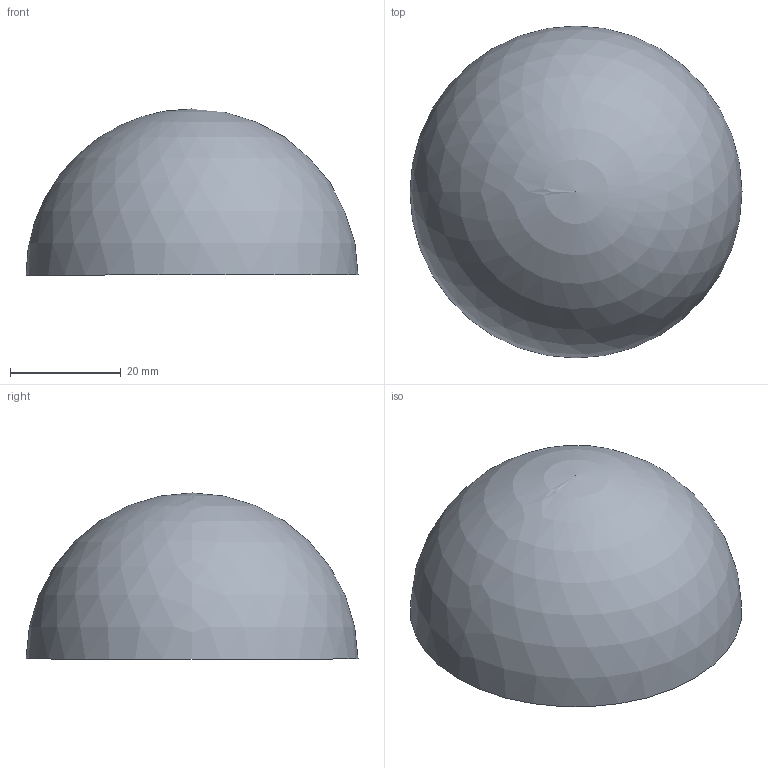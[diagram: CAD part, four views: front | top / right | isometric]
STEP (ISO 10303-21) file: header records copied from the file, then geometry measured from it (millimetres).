
FILE_DESCRIPTION (( 'STEP AP203' ), '1' );
FILE_NAME ('620060-VA.step', '2020-07-15T11:51:43', ( '' ), ( '' ), 'SwSTEP 2.0', 'SolidWorks 2018', '' );
FILE_SCHEMA (( 'CONFIG_CONTROL_DESIGN' ));
Length unit declared in the file: millimetre
Products named in the file (1): 620060-VA
Bounding box: 60 x 60 x 30 mm (x, y, z)
Volume: 10572.4 mm3; surface area: 10949.8 mm2
Topology: 1 solids, 1 shells, 216 faces, 569 edges, 380 vertices
Faces by surface type: bspline 99, plane 89, sphere 28
Entity records: 11040 total; most frequent: CARTESIAN_POINT 6135, ORIENTED_EDGE 1130, DIRECTION 783, EDGE_CURVE 565, VERTEX_POINT 378, AXIS2_PLACEMENT_3D 298, EDGE_LOOP 243, ADVANCED_FACE 216
